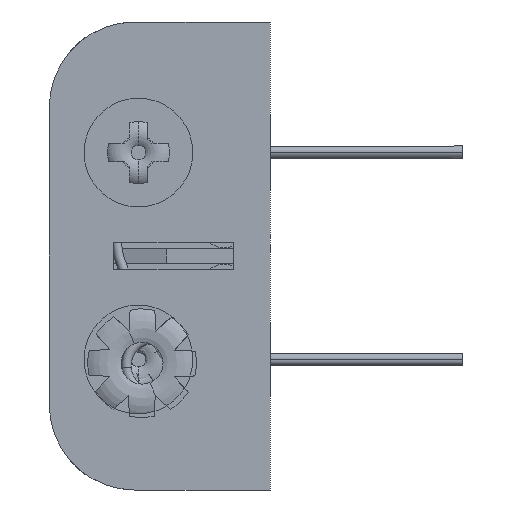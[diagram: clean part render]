
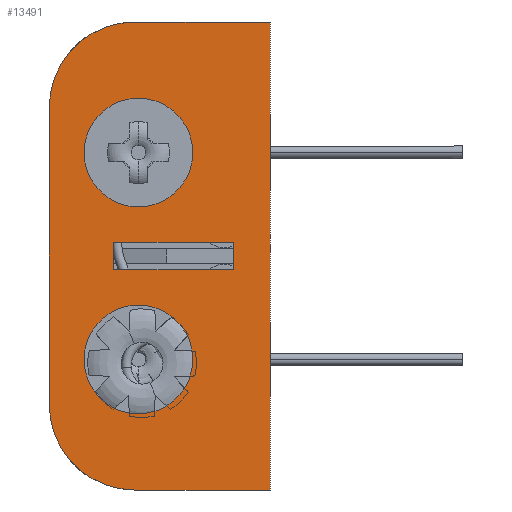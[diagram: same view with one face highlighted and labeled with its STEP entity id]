
A CAD part, left-side view. The second image highlights one B-rep face of the part: STEP entity #13491.
In plain terms, the highlighted planar face has unit normal (-1, 0, 0).
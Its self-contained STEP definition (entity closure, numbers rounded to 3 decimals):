
#66 = EDGE_CURVE ( 'NONE', #24585, #13136, #22993, .T. ) ;
#273 = DIRECTION ( 'NONE',  ( 0., 0., 1. ) ) ;
#501 = EDGE_CURVE ( 'NONE', #2367, #7744, #29084, .T. ) ;
#588 = FACE_BOUND ( 'NONE', #29038, .T. ) ;
#685 = VECTOR ( 'NONE', #25866, 1000. ) ;
#717 = CARTESIAN_POINT ( 'NONE',  ( -21.991, -7.452, -3.663 ) ) ;
#1006 = AXIS2_PLACEMENT_3D ( 'NONE', #17039, #19448, #5008 ) ;
#1077 = CARTESIAN_POINT ( 'NONE',  ( -21.991, -0.797, 4.539 ) ) ;
#1084 = AXIS2_PLACEMENT_3D ( 'NONE', #1077, #17955, #3485 ) ;
#1158 = VERTEX_POINT ( 'NONE', #10135 ) ;
#1669 = ORIENTED_EDGE ( 'NONE', *, *, #20853, .F. ) ;
#2069 = DIRECTION ( 'NONE',  ( 0., 1., 0. ) ) ;
#2128 = CARTESIAN_POINT ( 'NONE',  ( -21.991, -10.043, 13.689 ) ) ;
#2196 = DIRECTION ( 'NONE',  ( 0., 0., -1. ) ) ;
#2367 = VERTEX_POINT ( 'NONE', #5307 ) ;
#2520 = VECTOR ( 'NONE', #24200, 1000. ) ;
#3097 = VERTEX_POINT ( 'NONE', #10466 ) ;
#3460 = CARTESIAN_POINT ( 'NONE',  ( -21.991, -7.452, -1.758 ) ) ;
#3485 = DIRECTION ( 'NONE',  ( 0., 0., 1. ) ) ;
#3843 = CIRCLE ( 'NONE', #1084, 3.81 ) ;
#3927 = VERTEX_POINT ( 'NONE', #19625 ) ;
#3971 = CARTESIAN_POINT ( 'NONE',  ( -21.991, 0.93, -1.758 ) ) ;
#4514 = LINE ( 'NONE', #2128, #29382 ) ;
#4695 = CARTESIAN_POINT ( 'NONE',  ( -21.991, -0.543, -13.111 ) ) ;
#4735 = EDGE_CURVE ( 'NONE', #11729, #16619, #9332, .T. ) ;
#5008 = DIRECTION ( 'NONE',  ( 0., 0., -1. ) ) ;
#5025 = CARTESIAN_POINT ( 'NONE',  ( -21.991, -10.043, -19.111 ) ) ;
#5049 = ORIENTED_EDGE ( 'NONE', *, *, #20181, .T. ) ;
#5150 = ORIENTED_EDGE ( 'NONE', *, *, #18068, .F. ) ;
#5307 = CARTESIAN_POINT ( 'NONE',  ( -21.991, -0.797, 8.349 ) ) ;
#5364 = VERTEX_POINT ( 'NONE', #31084 ) ;
#5677 = EDGE_LOOP ( 'NONE', ( #22428, #16758, #22441, #22647 ) ) ;
#5888 = VERTEX_POINT ( 'NONE', #21386 ) ;
#7122 = DIRECTION ( 'NONE',  ( 0., 0., -1. ) ) ;
#7484 = VERTEX_POINT ( 'NONE', #29162 ) ;
#7744 = VERTEX_POINT ( 'NONE', #18117 ) ;
#9332 = LINE ( 'NONE', #15869, #685 ) ;
#9854 = ORIENTED_EDGE ( 'NONE', *, *, #24219, .T. ) ;
#9886 = CARTESIAN_POINT ( 'NONE',  ( -21.991, -7.452, -3.663 ) ) ;
#9933 = PLANE ( 'NONE',  #1006 ) ;
#10135 = CARTESIAN_POINT ( 'NONE',  ( -21.991, 5.457, -13.111 ) ) ;
#10466 = CARTESIAN_POINT ( 'NONE',  ( -21.991, -10.043, -19.111 ) ) ;
#10530 = ORIENTED_EDGE ( 'NONE', *, *, #66, .F. ) ;
#10549 = LINE ( 'NONE', #5025, #28996 ) ;
#11255 = CIRCLE ( 'NONE', #27081, 3.81 ) ;
#11718 = EDGE_CURVE ( 'NONE', #13136, #3927, #25530, .T. ) ;
#11729 = VERTEX_POINT ( 'NONE', #717 ) ;
#11812 = CARTESIAN_POINT ( 'NONE',  ( -21.991, -0.797, 4.539 ) ) ;
#12286 = DIRECTION ( 'NONE',  ( 0., 1., 0. ) ) ;
#12334 = EDGE_CURVE ( 'NONE', #5888, #11729, #26647, .T. ) ;
#12427 = CARTESIAN_POINT ( 'NONE',  ( -21.991, -0.797, -9.961 ) ) ;
#12567 = EDGE_CURVE ( 'NONE', #5364, #5888, #16462, .T. ) ;
#12674 = AXIS2_PLACEMENT_3D ( 'NONE', #27130, #14062, #273 ) ;
#13107 = CIRCLE ( 'NONE', #29665, 6. ) ;
#13136 = VERTEX_POINT ( 'NONE', #15851 ) ;
#13158 = ORIENTED_EDGE ( 'NONE', *, *, #501, .T. ) ;
#13392 = FACE_BOUND ( 'NONE', #5677, .T. ) ;
#13485 = VECTOR ( 'NONE', #15156, 1000. ) ;
#13491 = ADVANCED_FACE ( 'NONE', ( #25440, #13392, #14146, #588 ), #9933, .F. ) ;
#13683 = AXIS2_PLACEMENT_3D ( 'NONE', #11812, #28633, #14256 ) ;
#13869 = CARTESIAN_POINT ( 'NONE',  ( -21.991, 5.457, 7.689 ) ) ;
#14062 = DIRECTION ( 'NONE',  ( 1., 0., 0. ) ) ;
#14146 = FACE_OUTER_BOUND ( 'NONE', #26092, .T. ) ;
#14256 = DIRECTION ( 'NONE',  ( 0., 0., 1. ) ) ;
#14867 = DIRECTION ( 'NONE',  ( 0., 0., -1. ) ) ;
#15156 = DIRECTION ( 'NONE',  ( 0., -1., 0. ) ) ;
#15851 = CARTESIAN_POINT ( 'NONE',  ( -21.991, -0.543, 13.689 ) ) ;
#15869 = CARTESIAN_POINT ( 'NONE',  ( -21.991, -7.452, -3.663 ) ) ;
#15996 = DIRECTION ( 'NONE',  ( 0., 0., -1. ) ) ;
#16462 = LINE ( 'NONE', #3971, #22101 ) ;
#16619 = VERTEX_POINT ( 'NONE', #3460 ) ;
#16664 = DIRECTION ( 'NONE',  ( 1., 0., 0. ) ) ;
#16758 = ORIENTED_EDGE ( 'NONE', *, *, #12334, .F. ) ;
#16882 = CARTESIAN_POINT ( 'NONE',  ( -21.991, -0.797, -13.771 ) ) ;
#17039 = CARTESIAN_POINT ( 'NONE',  ( -21.991, -0.543, -13.111 ) ) ;
#17061 = LINE ( 'NONE', #24792, #17800 ) ;
#17800 = VECTOR ( 'NONE', #27226, 1000. ) ;
#17955 = DIRECTION ( 'NONE',  ( 1., 0., 0. ) ) ;
#18038 = VECTOR ( 'NONE', #2069, 1000. ) ;
#18068 = EDGE_CURVE ( 'NONE', #1158, #24585, #17061, .T. ) ;
#18117 = CARTESIAN_POINT ( 'NONE',  ( -21.991, -0.797, 0.729 ) ) ;
#18913 = VERTEX_POINT ( 'NONE', #16882 ) ;
#18972 = ORIENTED_EDGE ( 'NONE', *, *, #25616, .T. ) ;
#19448 = DIRECTION ( 'NONE',  ( 1., 0., 0. ) ) ;
#19510 = EDGE_CURVE ( 'NONE', #3097, #21715, #10549, .T. ) ;
#19516 = CARTESIAN_POINT ( 'NONE',  ( -21.991, -0.543, -19.111 ) ) ;
#19547 = ORIENTED_EDGE ( 'NONE', *, *, #19510, .F. ) ;
#19625 = CARTESIAN_POINT ( 'NONE',  ( -21.991, -10.043, 13.689 ) ) ;
#20181 = EDGE_CURVE ( 'NONE', #7484, #18913, #11255, .T. ) ;
#20645 = AXIS2_PLACEMENT_3D ( 'NONE', #12427, #29249, #14867 ) ;
#20853 = EDGE_CURVE ( 'NONE', #21715, #1158, #13107, .T. ) ;
#21386 = CARTESIAN_POINT ( 'NONE',  ( -21.991, 0.93, -3.663 ) ) ;
#21539 = DIRECTION ( 'NONE',  ( 1., 0., 0. ) ) ;
#21715 = VERTEX_POINT ( 'NONE', #19516 ) ;
#22101 = VECTOR ( 'NONE', #15996, 1000. ) ;
#22426 = ORIENTED_EDGE ( 'NONE', *, *, #27629, .F. ) ;
#22428 = ORIENTED_EDGE ( 'NONE', *, *, #4735, .F. ) ;
#22441 = ORIENTED_EDGE ( 'NONE', *, *, #12567, .F. ) ;
#22647 = ORIENTED_EDGE ( 'NONE', *, *, #29692, .F. ) ;
#22993 = CIRCLE ( 'NONE', #12674, 6. ) ;
#23149 = EDGE_LOOP ( 'NONE', ( #5049, #9854 ) ) ;
#24200 = DIRECTION ( 'NONE',  ( 0., -1., 0. ) ) ;
#24219 = EDGE_CURVE ( 'NONE', #18913, #7484, #28018, .T. ) ;
#24423 = LINE ( 'NONE', #26105, #18038 ) ;
#24585 = VERTEX_POINT ( 'NONE', #13869 ) ;
#24792 = CARTESIAN_POINT ( 'NONE',  ( -21.991, 5.457, -13.111 ) ) ;
#25440 = FACE_BOUND ( 'NONE', #23149, .T. ) ;
#25530 = LINE ( 'NONE', #29546, #13485 ) ;
#25616 = EDGE_CURVE ( 'NONE', #7744, #2367, #3843, .T. ) ;
#25866 = DIRECTION ( 'NONE',  ( 0., 0., 1. ) ) ;
#26092 = EDGE_LOOP ( 'NONE', ( #1669, #19547, #22426, #30197, #10530, #5150 ) ) ;
#26105 = CARTESIAN_POINT ( 'NONE',  ( -21.991, -7.452, -1.758 ) ) ;
#26275 = DIRECTION ( 'NONE',  ( 0., 0., -1. ) ) ;
#26647 = LINE ( 'NONE', #9886, #2520 ) ;
#27081 = AXIS2_PLACEMENT_3D ( 'NONE', #31031, #16664, #2196 ) ;
#27130 = CARTESIAN_POINT ( 'NONE',  ( -21.991, -0.543, 7.689 ) ) ;
#27226 = DIRECTION ( 'NONE',  ( 0., 0., 1. ) ) ;
#27629 = EDGE_CURVE ( 'NONE', #3927, #3097, #4514, .T. ) ;
#28018 = CIRCLE ( 'NONE', #20645, 3.81 ) ;
#28633 = DIRECTION ( 'NONE',  ( 1., 0., 0. ) ) ;
#28996 = VECTOR ( 'NONE', #12286, 1000. ) ;
#29038 = EDGE_LOOP ( 'NONE', ( #13158, #18972 ) ) ;
#29084 = CIRCLE ( 'NONE', #13683, 3.81 ) ;
#29162 = CARTESIAN_POINT ( 'NONE',  ( -21.991, -0.797, -6.151 ) ) ;
#29249 = DIRECTION ( 'NONE',  ( 1., 0., 0. ) ) ;
#29382 = VECTOR ( 'NONE', #26275, 1000. ) ;
#29546 = CARTESIAN_POINT ( 'NONE',  ( -21.991, -10.043, 13.689 ) ) ;
#29665 = AXIS2_PLACEMENT_3D ( 'NONE', #4695, #21539, #7122 ) ;
#29692 = EDGE_CURVE ( 'NONE', #16619, #5364, #24423, .T. ) ;
#30197 = ORIENTED_EDGE ( 'NONE', *, *, #11718, .F. ) ;
#31031 = CARTESIAN_POINT ( 'NONE',  ( -21.991, -0.797, -9.961 ) ) ;
#31084 = CARTESIAN_POINT ( 'NONE',  ( -21.991, 0.93, -1.758 ) ) ;
